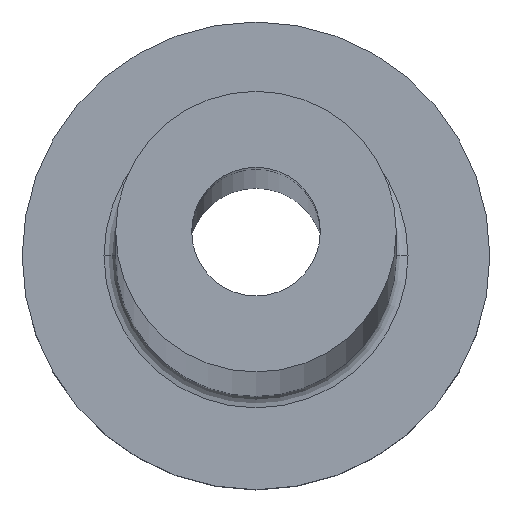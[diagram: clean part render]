
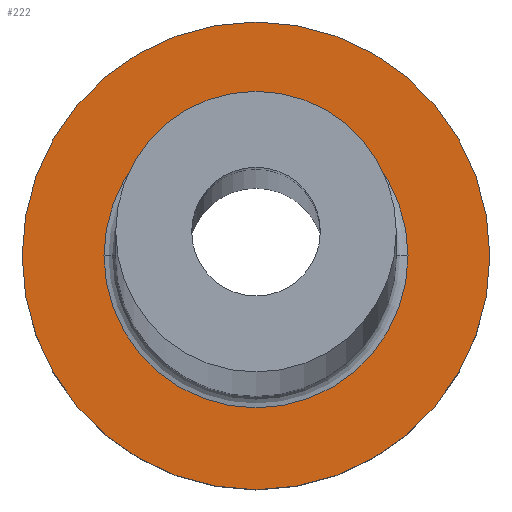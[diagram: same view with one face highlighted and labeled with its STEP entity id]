
A CAD part, top view. The second image highlights one B-rep face of the part: STEP entity #222.
In plain terms, the highlighted planar face has unit normal (0, 0, 1).
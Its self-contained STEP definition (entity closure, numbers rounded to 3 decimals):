
#8 = DIRECTION ( 'NONE',  ( 0., 0., -1. ) ) ;
#23 = AXIS2_PLACEMENT_3D ( 'NONE', #435, #8, #402 ) ;
#27 = ORIENTED_EDGE ( 'NONE', *, *, #242, .T. ) ;
#29 = CIRCLE ( 'NONE', #361, 10. ) ;
#56 = EDGE_LOOP ( 'NONE', ( #27, #117 ) ) ;
#83 = VERTEX_POINT ( 'NONE', #179 ) ;
#116 = DIRECTION ( 'NONE',  ( 0., 0., 1. ) ) ;
#117 = ORIENTED_EDGE ( 'NONE', *, *, #228, .T. ) ;
#118 = DIRECTION ( 'NONE',  ( 1., 0., 0. ) ) ;
#121 = DIRECTION ( 'NONE',  ( 0., 0., 1. ) ) ;
#123 = EDGE_LOOP ( 'NONE', ( #443, #312 ) ) ;
#154 = VERTEX_POINT ( 'NONE', #211 ) ;
#164 = CIRCLE ( 'NONE', #426, 10. ) ;
#166 = DIRECTION ( 'NONE',  ( 1., 0., 0. ) ) ;
#168 = CARTESIAN_POINT ( 'NONE',  ( 0., 0., 7. ) ) ;
#179 = CARTESIAN_POINT ( 'NONE',  ( 6.5, 0., 7. ) ) ;
#183 = CARTESIAN_POINT ( 'NONE',  ( 0., 0., 7. ) ) ;
#185 = FACE_OUTER_BOUND ( 'NONE', #123, .T. ) ;
#188 = DIRECTION ( 'NONE',  ( 0., 0., 1. ) ) ;
#197 = CARTESIAN_POINT ( 'NONE',  ( -10., 0., 7. ) ) ;
#211 = CARTESIAN_POINT ( 'NONE',  ( 10., 0., 7. ) ) ;
#222 = ADVANCED_FACE ( 'NONE', ( #330, #185 ), #295, .T. ) ;
#226 = CIRCLE ( 'NONE', #23, 6.5 ) ;
#227 = CARTESIAN_POINT ( 'NONE',  ( 0., 0., 7. ) ) ;
#228 = EDGE_CURVE ( 'NONE', #414, #83, #368, .T. ) ;
#233 = EDGE_CURVE ( 'NONE', #154, #374, #164, .T. ) ;
#242 = EDGE_CURVE ( 'NONE', #83, #414, #226, .T. ) ;
#255 = DIRECTION ( 'NONE',  ( 0., 0., -1. ) ) ;
#260 = DIRECTION ( 'NONE',  ( 1., 0., 0. ) ) ;
#287 = AXIS2_PLACEMENT_3D ( 'NONE', #291, #255, #260 ) ;
#291 = CARTESIAN_POINT ( 'NONE',  ( 0., 0., 7. ) ) ;
#295 = PLANE ( 'NONE',  #308 ) ;
#308 = AXIS2_PLACEMENT_3D ( 'NONE', #183, #116, #118 ) ;
#312 = ORIENTED_EDGE ( 'NONE', *, *, #233, .T. ) ;
#330 = FACE_BOUND ( 'NONE', #56, .T. ) ;
#345 = CARTESIAN_POINT ( 'NONE',  ( -6.5, 0., 7. ) ) ;
#361 = AXIS2_PLACEMENT_3D ( 'NONE', #168, #121, #166 ) ;
#368 = CIRCLE ( 'NONE', #287, 6.5 ) ;
#369 = DIRECTION ( 'NONE',  ( 1., 0., 0. ) ) ;
#372 = EDGE_CURVE ( 'NONE', #374, #154, #29, .T. ) ;
#374 = VERTEX_POINT ( 'NONE', #197 ) ;
#402 = DIRECTION ( 'NONE',  ( 1., 0., 0. ) ) ;
#414 = VERTEX_POINT ( 'NONE', #345 ) ;
#426 = AXIS2_PLACEMENT_3D ( 'NONE', #227, #188, #369 ) ;
#435 = CARTESIAN_POINT ( 'NONE',  ( 0., 0., 7. ) ) ;
#443 = ORIENTED_EDGE ( 'NONE', *, *, #372, .T. ) ;
